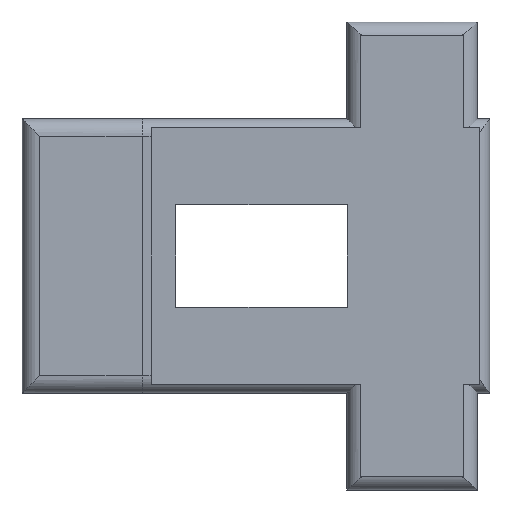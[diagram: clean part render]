
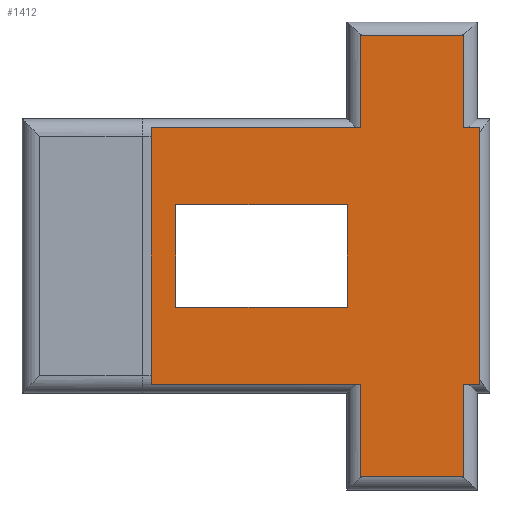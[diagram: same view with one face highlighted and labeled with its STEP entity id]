
A CAD part, front view. The second image highlights one B-rep face of the part: STEP entity #1412.
In plain terms, the highlighted planar face has unit normal (0, -1, 0).
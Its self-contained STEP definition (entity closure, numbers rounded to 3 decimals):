
#25=FACE_BOUND('',#225,.T.);
#74=PLANE('',#1527);
#147=FACE_OUTER_BOUND('',#224,.T.);
#224=EDGE_LOOP('',(#1243,#1244,#1245,#1246,#1247,#1248,#1249,#1250,#1251,
#1252,#1253,#1254));
#225=EDGE_LOOP('',(#1255,#1256,#1257,#1258));
#285=LINE('',#2066,#452);
#290=LINE('',#2076,#457);
#293=LINE('',#2081,#460);
#295=LINE('',#2085,#462);
#297=LINE('',#2089,#464);
#299=LINE('',#2093,#466);
#366=LINE('',#2303,#533);
#369=LINE('',#2309,#536);
#373=LINE('',#2315,#540);
#382=LINE('',#2333,#549);
#384=LINE('',#2337,#551);
#386=LINE('',#2341,#553);
#388=LINE('',#2345,#555);
#390=LINE('',#2349,#557);
#392=LINE('',#2353,#559);
#393=LINE('',#2355,#560);
#452=VECTOR('',#1640,10.);
#457=VECTOR('',#1647,10.);
#460=VECTOR('',#1652,10.);
#462=VECTOR('',#1656,10.);
#464=VECTOR('',#1660,10.);
#466=VECTOR('',#1664,10.);
#533=VECTOR('',#1815,10.);
#536=VECTOR('',#1820,10.);
#540=VECTOR('',#1826,10.);
#549=VECTOR('',#1839,10.);
#551=VECTOR('',#1843,10.);
#553=VECTOR('',#1847,10.);
#555=VECTOR('',#1851,10.);
#557=VECTOR('',#1855,10.);
#559=VECTOR('',#1859,10.);
#560=VECTOR('',#1862,10.);
#644=VERTEX_POINT('',#2064);
#645=VERTEX_POINT('',#2065);
#648=VERTEX_POINT('',#2073);
#649=VERTEX_POINT('',#2075);
#650=VERTEX_POINT('',#2079);
#651=VERTEX_POINT('',#2083);
#652=VERTEX_POINT('',#2087);
#653=VERTEX_POINT('',#2091);
#710=VERTEX_POINT('',#2302);
#712=VERTEX_POINT('',#2308);
#720=VERTEX_POINT('',#2331);
#721=VERTEX_POINT('',#2335);
#722=VERTEX_POINT('',#2339);
#723=VERTEX_POINT('',#2343);
#724=VERTEX_POINT('',#2347);
#725=VERTEX_POINT('',#2351);
#790=EDGE_CURVE('',#644,#645,#285,.T.);
#795=EDGE_CURVE('',#649,#648,#290,.T.);
#798=EDGE_CURVE('',#648,#650,#293,.T.);
#800=EDGE_CURVE('',#650,#651,#295,.T.);
#802=EDGE_CURVE('',#651,#652,#297,.T.);
#804=EDGE_CURVE('',#652,#653,#299,.T.);
#888=EDGE_CURVE('',#644,#710,#366,.T.);
#891=EDGE_CURVE('',#710,#712,#369,.T.);
#895=EDGE_CURVE('',#712,#645,#373,.T.);
#904=EDGE_CURVE('',#649,#720,#382,.T.);
#906=EDGE_CURVE('',#720,#721,#384,.T.);
#908=EDGE_CURVE('',#721,#722,#386,.T.);
#910=EDGE_CURVE('',#722,#723,#388,.T.);
#912=EDGE_CURVE('',#723,#724,#390,.T.);
#914=EDGE_CURVE('',#724,#725,#392,.T.);
#915=EDGE_CURVE('',#725,#653,#393,.T.);
#1243=ORIENTED_EDGE('',*,*,#904,.F.);
#1244=ORIENTED_EDGE('',*,*,#795,.T.);
#1245=ORIENTED_EDGE('',*,*,#798,.T.);
#1246=ORIENTED_EDGE('',*,*,#800,.T.);
#1247=ORIENTED_EDGE('',*,*,#802,.T.);
#1248=ORIENTED_EDGE('',*,*,#804,.T.);
#1249=ORIENTED_EDGE('',*,*,#915,.F.);
#1250=ORIENTED_EDGE('',*,*,#914,.F.);
#1251=ORIENTED_EDGE('',*,*,#912,.F.);
#1252=ORIENTED_EDGE('',*,*,#910,.F.);
#1253=ORIENTED_EDGE('',*,*,#908,.F.);
#1254=ORIENTED_EDGE('',*,*,#906,.F.);
#1255=ORIENTED_EDGE('',*,*,#895,.F.);
#1256=ORIENTED_EDGE('',*,*,#891,.F.);
#1257=ORIENTED_EDGE('',*,*,#888,.F.);
#1258=ORIENTED_EDGE('',*,*,#790,.T.);
#1412=ADVANCED_FACE('',(#147,#25),#74,.F.);
#1527=AXIS2_PLACEMENT_3D('',#2356,#1863,#1864);
#1640=DIRECTION('',(-1.,0.,0.));
#1647=DIRECTION('',(1.,0.,0.));
#1652=DIRECTION('',(0.,0.,-1.));
#1656=DIRECTION('',(1.,0.,0.));
#1660=DIRECTION('',(0.,0.,1.));
#1664=DIRECTION('',(1.,0.,0.));
#1815=DIRECTION('',(0.,0.,1.));
#1820=DIRECTION('',(-1.,0.,0.));
#1826=DIRECTION('',(0.,0.,-1.));
#1839=DIRECTION('',(0.,0.,1.));
#1843=DIRECTION('',(1.,0.,0.));
#1847=DIRECTION('',(0.,0.,1.));
#1851=DIRECTION('',(1.,0.,0.));
#1855=DIRECTION('',(0.,0.,-1.));
#1859=DIRECTION('',(1.,0.,0.));
#1862=DIRECTION('',(0.,0.,-1.));
#1863=DIRECTION('center_axis',(0.,1.,0.));
#1864=DIRECTION('ref_axis',(0.,0.,1.));
#2064=CARTESIAN_POINT('',(9.115,-5.,-15.));
#2065=CARTESIAN_POINT('',(-40.885,-5.,-15.));
#2066=CARTESIAN_POINT('',(-20.55,-5.,-15.));
#2073=CARTESIAN_POINT('',(13.015,-5.,-37.381));
#2075=CARTESIAN_POINT('',(-48.051,-5.,-37.381));
#2076=CARTESIAN_POINT('',(-48.051,-5.,-37.381));
#2079=CARTESIAN_POINT('',(13.015,-5.,-64.215));
#2081=CARTESIAN_POINT('',(13.015,-5.,-34.215));
#2083=CARTESIAN_POINT('',(43.015,-5.,-64.215));
#2085=CARTESIAN_POINT('',(13.015,-5.,-64.215));
#2087=CARTESIAN_POINT('',(43.015,-5.,-37.381));
#2089=CARTESIAN_POINT('',(43.015,-5.,-64.215));
#2091=CARTESIAN_POINT('',(47.623,-5.,-37.381));
#2093=CARTESIAN_POINT('',(44.885,-5.,-37.381));
#2302=CARTESIAN_POINT('',(9.115,-5.,15.));
#2303=CARTESIAN_POINT('',(9.115,-5.,23.554));
#2308=CARTESIAN_POINT('',(-40.885,-5.,15.));
#2309=CARTESIAN_POINT('',(-20.55,-5.,15.));
#2315=CARTESIAN_POINT('',(-40.885,-5.,8.554));
#2331=CARTESIAN_POINT('',(-48.051,-5.,37.381));
#2333=CARTESIAN_POINT('',(-48.051,-5.,-34.215));
#2335=CARTESIAN_POINT('',(13.015,-5.,37.381));
#2337=CARTESIAN_POINT('',(-48.051,-5.,37.381));
#2339=CARTESIAN_POINT('',(13.015,-5.,64.215));
#2341=CARTESIAN_POINT('',(13.015,-5.,34.215));
#2343=CARTESIAN_POINT('',(43.015,-5.,64.215));
#2345=CARTESIAN_POINT('',(13.015,-5.,64.215));
#2347=CARTESIAN_POINT('',(43.015,-5.,37.381));
#2349=CARTESIAN_POINT('',(43.015,-5.,64.215));
#2351=CARTESIAN_POINT('',(47.623,-5.,37.381));
#2353=CARTESIAN_POINT('',(44.885,-5.,37.381));
#2355=CARTESIAN_POINT('',(47.623,-5.,34.215));
#2356=CARTESIAN_POINT('Origin',(-0.214,-5.,32.108));
